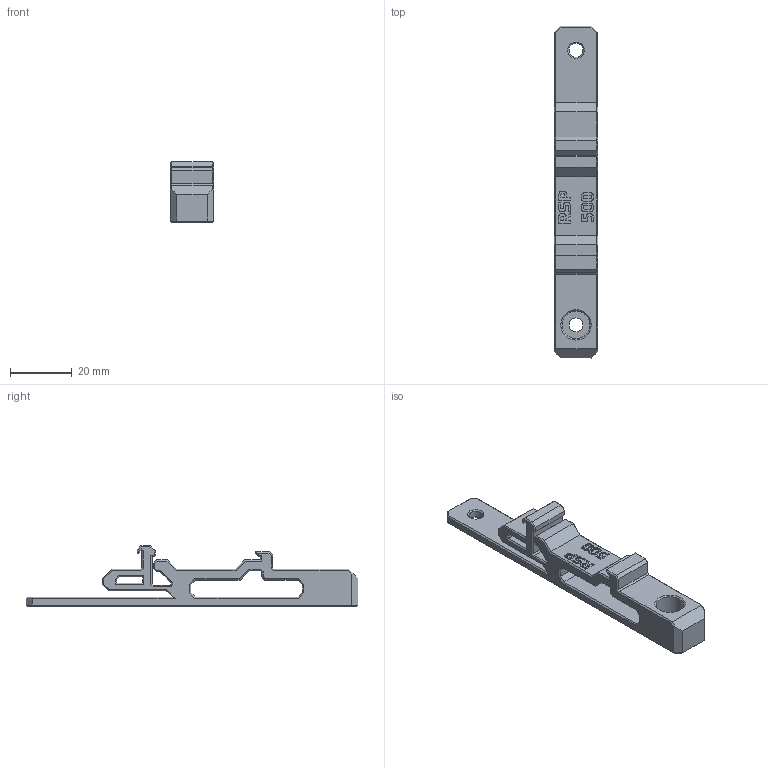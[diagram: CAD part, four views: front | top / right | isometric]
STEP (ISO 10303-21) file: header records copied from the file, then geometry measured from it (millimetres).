
FILE_DESCRIPTION(/* description */ (''),/* implementation_level */ '2;1');
FILE_NAME(/* name */ 'RSP-500_din_mount.step',/* time_stamp */ '2023-07-18T10:41:11+02:00',/* author */ (''),/* organization */ (''),/* preprocessor_version */ 'ST-DEVELOPER v19.2',/* originating_system */ 'Autodesk Translation Framework v12.6.0.85',/* authorisation */ '');
FILE_SCHEMA (('AUTOMOTIVE_DESIGN { 1 0 10303 214 3 1 1 }'));
Length unit declared in the file: millimetre
Products named in the file (2): RSP-500 Din Mount; RSP-500_din_mount
Assembly tree (1 placements, depth 2):
  RSP-500 Din Mount
    RSP-500_din_mount
Bounding box: 14 x 107.35 x 19.6 mm (x, y, z)
Volume: 11132.3 mm3; surface area: 7843.2 mm2
Topology: 1 solids, 1 shells, 386 faces, 984 edges, 611 vertices
Faces by surface type: plane 265, bspline 114, cone 4, cylinder 3
Full cylindrical faces by diameter (mm): 4.5 x2, 9 x1
Entity records: 12455 total; most frequent: CARTESIAN_POINT 3922, ORIENTED_EDGE 1968, DIRECTION 1317, EDGE_CURVE 984, LINE 745, VECTOR 745, VERTEX_POINT 611, EDGE_LOOP 405
